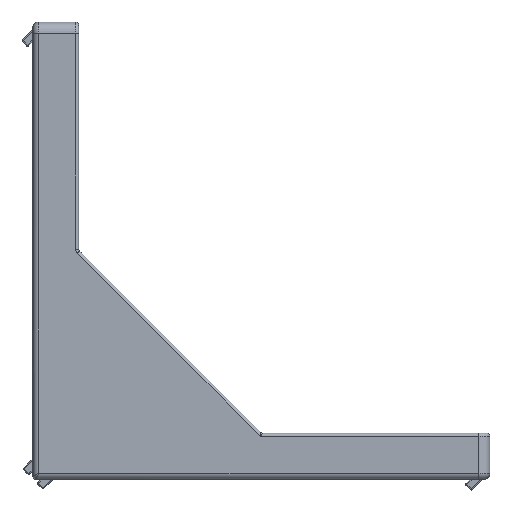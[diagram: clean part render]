
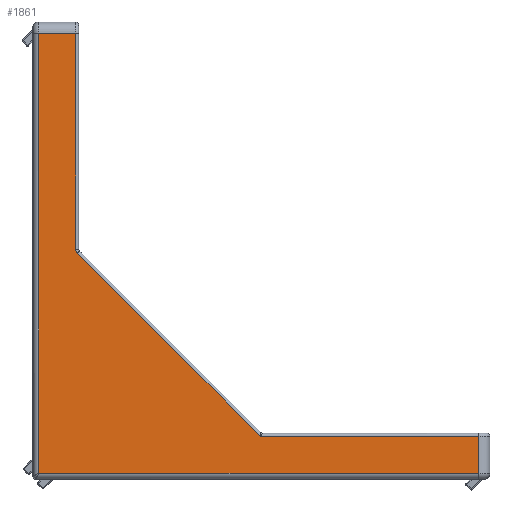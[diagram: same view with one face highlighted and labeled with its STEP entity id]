
A CAD part, top view. The second image highlights one B-rep face of the part: STEP entity #1861.
In plain terms, the highlighted planar face has unit normal (0, 0, 1).
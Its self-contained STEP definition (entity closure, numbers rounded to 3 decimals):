
#46 = DIRECTION ( 'NONE',  ( 0., -1., 0. ) ) ;
#60 = LINE ( 'NONE', #3687, #4248 ) ;
#108 = VECTOR ( 'NONE', #7913, 1000. ) ;
#189 = VECTOR ( 'NONE', #1515, 1000. ) ;
#229 = CARTESIAN_POINT ( 'NONE',  ( 78., 8., 25. ) ) ;
#869 = CIRCLE ( 'NONE', #3557, 1. ) ;
#1350 = PLANE ( 'NONE',  #4919 ) ;
#1395 = DIRECTION ( 'NONE',  ( 0., 0., 1. ) ) ;
#1464 = DIRECTION ( 'NONE',  ( 1., 0., 0. ) ) ;
#1515 = DIRECTION ( 'NONE',  ( -1., 0., 0. ) ) ;
#1861 = ADVANCED_FACE ( 'NONE', ( #6933 ), #1350, .T. ) ;
#1882 = ORIENTED_EDGE ( 'NONE', *, *, #6657, .T. ) ;
#1900 = VECTOR ( 'NONE', #6653, 1000. ) ;
#1910 = VECTOR ( 'NONE', #46, 1000. ) ;
#1918 = DIRECTION ( 'NONE',  ( 0., 1., 0. ) ) ;
#2958 = DIRECTION ( 'NONE',  ( 1., 0., 0. ) ) ;
#3274 = CARTESIAN_POINT ( 'NONE',  ( 1., 78., 25. ) ) ;
#3306 = ORIENTED_EDGE ( 'NONE', *, *, #3312, .T. ) ;
#3312 = EDGE_CURVE ( 'NONE', #5115, #9900, #10009, .T. ) ;
#3557 = AXIS2_PLACEMENT_3D ( 'NONE', #6154, #1395, #1464 ) ;
#3687 = CARTESIAN_POINT ( 'NONE',  ( 78., 1., 25. ) ) ;
#4127 = VERTEX_POINT ( 'NONE', #7159 ) ;
#4154 = ORIENTED_EDGE ( 'NONE', *, *, #7090, .T. ) ;
#4248 = VECTOR ( 'NONE', #2958, 1000. ) ;
#4269 = VECTOR ( 'NONE', #1918, 1000. ) ;
#4323 = ORIENTED_EDGE ( 'NONE', *, *, #7490, .T. ) ;
#4359 = VERTEX_POINT ( 'NONE', #3274 ) ;
#4559 = CARTESIAN_POINT ( 'NONE',  ( 0., 78., 25. ) ) ;
#4848 = VERTEX_POINT ( 'NONE', #10107 ) ;
#4858 = ORIENTED_EDGE ( 'NONE', *, *, #7751, .T. ) ;
#4869 = EDGE_CURVE ( 'NONE', #4127, #9378, #869, .T. ) ;
#4909 = CARTESIAN_POINT ( 'NONE',  ( 78., 7.5, 25. ) ) ;
#4919 = AXIS2_PLACEMENT_3D ( 'NONE', #9219, #10104, #5299 ) ;
#5029 = EDGE_LOOP ( 'NONE', ( #6742, #4323, #1882, #7634, #4154, #6288, #3306, #4858 ) ) ;
#5115 = VERTEX_POINT ( 'NONE', #4909 ) ;
#5299 = DIRECTION ( 'NONE',  ( 1., 0., 0. ) ) ;
#5571 = VERTEX_POINT ( 'NONE', #9010 ) ;
#5647 = CARTESIAN_POINT ( 'NONE',  ( 7.793, 39.5, 25. ) ) ;
#5833 = LINE ( 'NONE', #8829, #1910 ) ;
#6154 = CARTESIAN_POINT ( 'NONE',  ( 8.5, 40.207, 25. ) ) ;
#6288 = ORIENTED_EDGE ( 'NONE', *, *, #9487, .T. ) ;
#6353 = LINE ( 'NONE', #229, #4269 ) ;
#6653 = DIRECTION ( 'NONE',  ( 0., 1., 0. ) ) ;
#6657 = EDGE_CURVE ( 'NONE', #4848, #4359, #7947, .T. ) ;
#6742 = ORIENTED_EDGE ( 'NONE', *, *, #4869, .F. ) ;
#6893 = CARTESIAN_POINT ( 'NONE',  ( 80., 7.5, 25. ) ) ;
#6933 = FACE_OUTER_BOUND ( 'NONE', #5029, .T. ) ;
#7090 = EDGE_CURVE ( 'NONE', #7481, #5571, #60, .T. ) ;
#7159 = CARTESIAN_POINT ( 'NONE',  ( 7.5, 40.207, 25. ) ) ;
#7312 = EDGE_CURVE ( 'NONE', #4359, #7481, #5833, .T. ) ;
#7481 = VERTEX_POINT ( 'NONE', #9859 ) ;
#7490 = EDGE_CURVE ( 'NONE', #4127, #4848, #8401, .T. ) ;
#7634 = ORIENTED_EDGE ( 'NONE', *, *, #7312, .T. ) ;
#7751 = EDGE_CURVE ( 'NONE', #9900, #9378, #9974, .T. ) ;
#7913 = DIRECTION ( 'NONE',  ( -0.707, 0.707, 0. ) ) ;
#7947 = LINE ( 'NONE', #4559, #189 ) ;
#8142 = VECTOR ( 'NONE', #10039, 1000. ) ;
#8247 = CARTESIAN_POINT ( 'NONE',  ( 7.5, 78., 25. ) ) ;
#8401 = LINE ( 'NONE', #8247, #1900 ) ;
#8632 = CARTESIAN_POINT ( 'NONE',  ( 7.646, 39.646, 25. ) ) ;
#8829 = CARTESIAN_POINT ( 'NONE',  ( 1., 0., 25. ) ) ;
#9010 = CARTESIAN_POINT ( 'NONE',  ( 78., 1., 25. ) ) ;
#9219 = CARTESIAN_POINT ( 'NONE',  ( 80., 0., 25. ) ) ;
#9378 = VERTEX_POINT ( 'NONE', #5647 ) ;
#9487 = EDGE_CURVE ( 'NONE', #5571, #5115, #6353, .T. ) ;
#9680 = CARTESIAN_POINT ( 'NONE',  ( 39.793, 7.5, 25. ) ) ;
#9859 = CARTESIAN_POINT ( 'NONE',  ( 1., 1., 25. ) ) ;
#9900 = VERTEX_POINT ( 'NONE', #9680 ) ;
#9974 = LINE ( 'NONE', #8632, #108 ) ;
#10009 = LINE ( 'NONE', #6893, #8142 ) ;
#10039 = DIRECTION ( 'NONE',  ( -1., 0., 0. ) ) ;
#10104 = DIRECTION ( 'NONE',  ( 0., 0., 1. ) ) ;
#10107 = CARTESIAN_POINT ( 'NONE',  ( 7.5, 78., 25. ) ) ;
